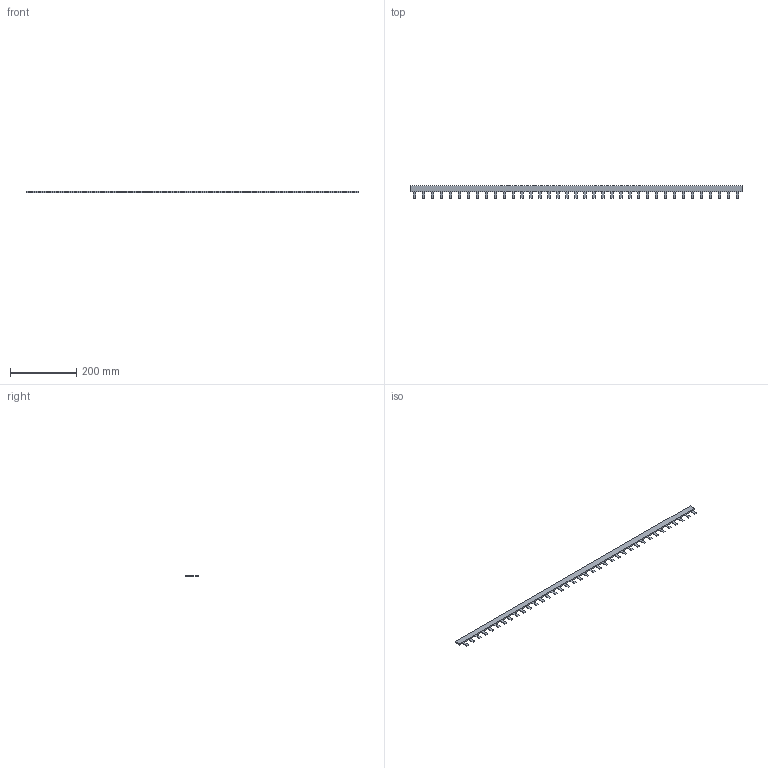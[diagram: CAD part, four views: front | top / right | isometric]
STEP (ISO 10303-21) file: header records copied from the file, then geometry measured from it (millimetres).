
FILE_DESCRIPTION (( 'STEP AP203' ), '1' );
FILE_NAME ('YNS51-1-100 Øèíà ñîåäèíèòåëüíàÿ PIN 1Ð 100À øàã 27 ìì (äë. 1ì) ÈÝ.STEP', '2016-09-07T08:14:22', ( '' ), ( '' ), 'SwSTEP 2.0', 'SolidWorks 2014', '' );
FILE_SCHEMA (( 'CONFIG_CONTROL_DESIGN' ));
Length unit declared in the file: millimetre
Products named in the file (1): YNS51-1-100 Øèíà ñîåäèíèòåëüíàÿ PIN 1Ð 100À øàã 27 ìì (äë. 1ì) ÈÝ
Bounding box: 1000 x 38.5 x 4.2 mm (x, y, z)
Volume: 87690 mm3; surface area: 59319.4 mm2
Topology: 1 solids, 1 shells, 191 faces, 456 edges, 304 vertices
Faces by surface type: plane 191
Entity records: 5487 total; most frequent: CARTESIAN_POINT 952, ORIENTED_EDGE 912, DIRECTION 840, LINE 456, VECTOR 456, EDGE_CURVE 456, VERTEX_POINT 304, EDGE_LOOP 228
